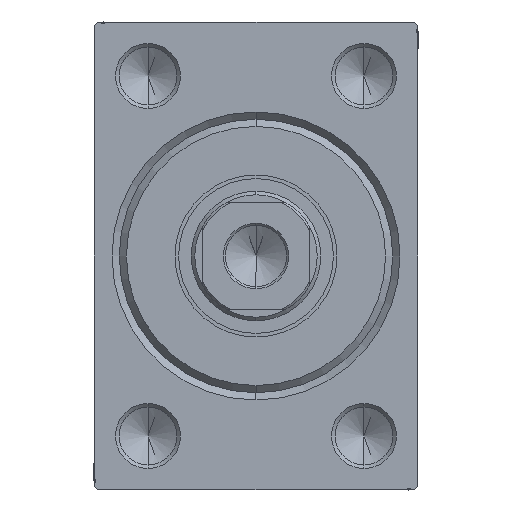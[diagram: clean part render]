
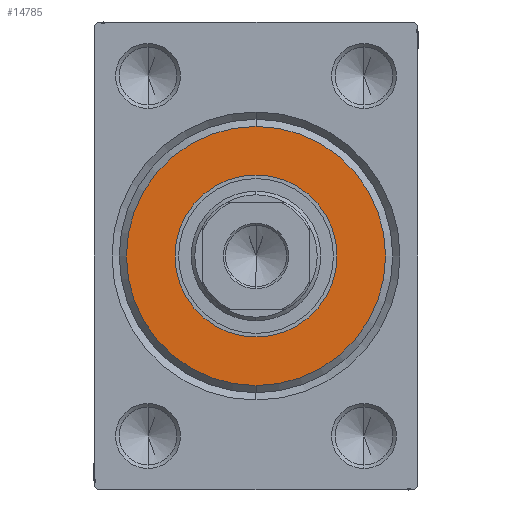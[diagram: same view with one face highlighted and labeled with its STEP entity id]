
A CAD part, left-side view. The second image highlights one B-rep face of the part: STEP entity #14785.
In plain terms, the highlighted face is planar.
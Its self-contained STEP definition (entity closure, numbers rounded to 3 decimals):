
#475 = DIRECTION ( 'NONE',  ( 1., 0., 0. ) ) ;
#697 = FACE_BOUND ( 'NONE', #8866, .T. ) ;
#1086 = CARTESIAN_POINT ( 'NONE',  ( 3., 0., -11.25 ) ) ;
#2063 = DIRECTION ( 'NONE',  ( 0., 0., -1. ) ) ;
#2209 = AXIS2_PLACEMENT_3D ( 'NONE', #3727, #17615, #31475 ) ;
#2275 = EDGE_CURVE ( 'NONE', #36629, #31205, #10963, .T. ) ;
#3727 = CARTESIAN_POINT ( 'NONE',  ( 3., 0., 0. ) ) ;
#4289 = VERTEX_POINT ( 'NONE', #22755 ) ;
#6501 = ORIENTED_EDGE ( 'NONE', *, *, #2275, .T. ) ;
#7085 = CARTESIAN_POINT ( 'NONE',  ( 3., 0., 0. ) ) ;
#7269 = DIRECTION ( 'NONE',  ( 0., 0., -1. ) ) ;
#8866 = EDGE_LOOP ( 'NONE', ( #24877, #31141 ) ) ;
#10615 = ORIENTED_EDGE ( 'NONE', *, *, #16151, .T. ) ;
#10963 = CIRCLE ( 'NONE', #2209, 18. ) ;
#11385 = EDGE_CURVE ( 'NONE', #4289, #23497, #33246, .T. ) ;
#11862 = DIRECTION ( 'NONE',  ( 1., 0., 0. ) ) ;
#14000 = CIRCLE ( 'NONE', #39424, 11.25 ) ;
#14785 = ADVANCED_FACE ( 'NONE', ( #38248, #697 ), #17999, .T. ) ;
#16151 = EDGE_CURVE ( 'NONE', #31205, #36629, #23170, .T. ) ;
#17512 = DIRECTION ( 'NONE',  ( 1., 0., 0. ) ) ;
#17615 = DIRECTION ( 'NONE',  ( 1., 0., 0. ) ) ;
#17948 = CARTESIAN_POINT ( 'NONE',  ( 3., 0., 0. ) ) ;
#17999 = PLANE ( 'NONE',  #18778 ) ;
#18778 = AXIS2_PLACEMENT_3D ( 'NONE', #7085, #475, #35054 ) ;
#21022 = AXIS2_PLACEMENT_3D ( 'NONE', #38207, #17512, #7269 ) ;
#22755 = CARTESIAN_POINT ( 'NONE',  ( 3., 0., 11.25 ) ) ;
#23170 = CIRCLE ( 'NONE', #29711, 18. ) ;
#23497 = VERTEX_POINT ( 'NONE', #1086 ) ;
#24877 = ORIENTED_EDGE ( 'NONE', *, *, #30262, .F. ) ;
#24975 = DIRECTION ( 'NONE',  ( 0., 0., -1. ) ) ;
#29711 = AXIS2_PLACEMENT_3D ( 'NONE', #29813, #11862, #2063 ) ;
#29813 = CARTESIAN_POINT ( 'NONE',  ( 3., 0., 0. ) ) ;
#30262 = EDGE_CURVE ( 'NONE', #23497, #4289, #14000, .T. ) ;
#31001 = CARTESIAN_POINT ( 'NONE',  ( 3., 0., 18. ) ) ;
#31141 = ORIENTED_EDGE ( 'NONE', *, *, #11385, .F. ) ;
#31205 = VERTEX_POINT ( 'NONE', #31001 ) ;
#31475 = DIRECTION ( 'NONE',  ( 0., 0., -1. ) ) ;
#31806 = DIRECTION ( 'NONE',  ( 1., 0., 0. ) ) ;
#33246 = CIRCLE ( 'NONE', #21022, 11.25 ) ;
#35054 = DIRECTION ( 'NONE',  ( 0., 0., -1. ) ) ;
#36629 = VERTEX_POINT ( 'NONE', #43475 ) ;
#37729 = EDGE_LOOP ( 'NONE', ( #10615, #6501 ) ) ;
#38207 = CARTESIAN_POINT ( 'NONE',  ( 3., 0., 0. ) ) ;
#38248 = FACE_OUTER_BOUND ( 'NONE', #37729, .T. ) ;
#39424 = AXIS2_PLACEMENT_3D ( 'NONE', #17948, #31806, #24975 ) ;
#43475 = CARTESIAN_POINT ( 'NONE',  ( 3., 0., -18. ) ) ;
